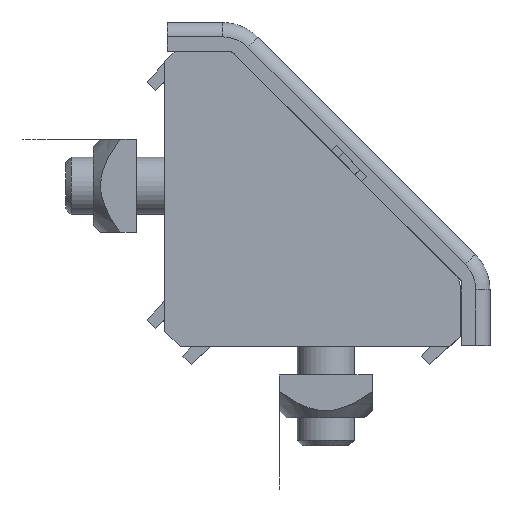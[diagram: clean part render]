
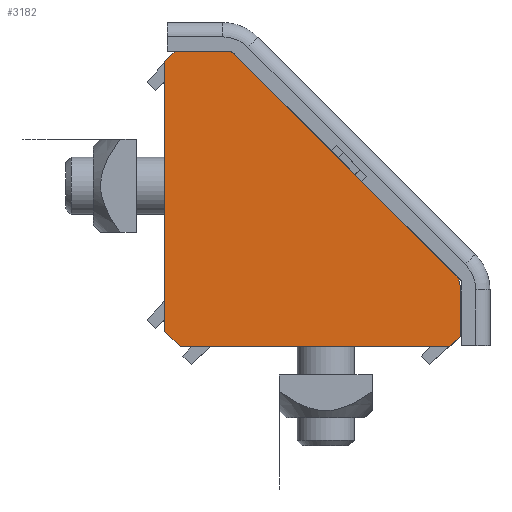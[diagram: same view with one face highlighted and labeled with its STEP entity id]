
A CAD part, top view. The second image highlights one B-rep face of the part: STEP entity #3182.
In plain terms, the highlighted face is planar.
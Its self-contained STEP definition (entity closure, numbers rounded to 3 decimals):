
#148=PLANE('',#3559);
#313=LINE('',#5035,#657);
#314=LINE('',#5037,#658);
#315=LINE('',#5039,#659);
#316=LINE('',#5041,#660);
#317=LINE('',#5043,#661);
#318=LINE('',#5045,#662);
#319=LINE('',#5047,#663);
#320=LINE('',#5050,#664);
#657=VECTOR('',#4009,10.);
#658=VECTOR('',#4010,10.);
#659=VECTOR('',#4011,10.);
#660=VECTOR('',#4012,10.);
#661=VECTOR('',#4013,10.);
#662=VECTOR('',#4014,10.);
#663=VECTOR('',#4015,10.);
#664=VECTOR('',#4018,10.);
#1015=FACE_OUTER_BOUND('',#1195,.T.);
#1195=EDGE_LOOP('',(#2409,#2410,#2411,#2412,#2413,#2414,#2415,#2416,#2417,
#2418));
#1372=CIRCLE('',#3558,2.);
#1373=CIRCLE('',#3560,2.);
#1509=VERTEX_POINT('',#5028);
#1510=VERTEX_POINT('',#5030);
#1511=VERTEX_POINT('',#5034);
#1512=VERTEX_POINT('',#5036);
#1513=VERTEX_POINT('',#5038);
#1514=VERTEX_POINT('',#5040);
#1515=VERTEX_POINT('',#5042);
#1516=VERTEX_POINT('',#5044);
#1517=VERTEX_POINT('',#5046);
#1518=VERTEX_POINT('',#5048);
#1851=EDGE_CURVE('',#1509,#1510,#1372,.T.);
#1853=EDGE_CURVE('',#1509,#1511,#313,.T.);
#1854=EDGE_CURVE('',#1511,#1512,#314,.T.);
#1855=EDGE_CURVE('',#1512,#1513,#315,.T.);
#1856=EDGE_CURVE('',#1513,#1514,#316,.T.);
#1857=EDGE_CURVE('',#1514,#1515,#317,.T.);
#1858=EDGE_CURVE('',#1515,#1516,#318,.T.);
#1859=EDGE_CURVE('',#1516,#1517,#319,.T.);
#1860=EDGE_CURVE('',#1518,#1517,#1373,.T.);
#1861=EDGE_CURVE('',#1518,#1510,#320,.T.);
#2409=ORIENTED_EDGE('',*,*,#1851,.F.);
#2410=ORIENTED_EDGE('',*,*,#1853,.T.);
#2411=ORIENTED_EDGE('',*,*,#1854,.T.);
#2412=ORIENTED_EDGE('',*,*,#1855,.T.);
#2413=ORIENTED_EDGE('',*,*,#1856,.T.);
#2414=ORIENTED_EDGE('',*,*,#1857,.T.);
#2415=ORIENTED_EDGE('',*,*,#1858,.T.);
#2416=ORIENTED_EDGE('',*,*,#1859,.T.);
#2417=ORIENTED_EDGE('',*,*,#1860,.F.);
#2418=ORIENTED_EDGE('',*,*,#1861,.T.);
#3182=ADVANCED_FACE('',(#1015),#148,.T.);
#3558=AXIS2_PLACEMENT_3D('',#5031,#4004,#4005);
#3559=AXIS2_PLACEMENT_3D('',#5033,#4007,#4008);
#3560=AXIS2_PLACEMENT_3D('',#5049,#4016,#4017);
#4004=DIRECTION('center_axis',(0.,1.,0.));
#4005=DIRECTION('ref_axis',(0.383,0.,0.924));
#4007=DIRECTION('center_axis',(0.,-1.,0.));
#4008=DIRECTION('ref_axis',(0.,0.,-1.));
#4009=DIRECTION('',(-1.,0.,0.));
#4010=DIRECTION('',(-0.707,0.,-0.707));
#4011=DIRECTION('',(0.,0.,-1.));
#4012=DIRECTION('',(0.707,0.,-0.707));
#4013=DIRECTION('',(1.,0.,0.));
#4014=DIRECTION('',(0.707,0.,0.707));
#4015=DIRECTION('',(0.,0.,1.));
#4016=DIRECTION('center_axis',(0.,1.,0.));
#4017=DIRECTION('ref_axis',(0.924,0.,0.383));
#4018=DIRECTION('',(-0.707,0.,0.707));
#5028=CARTESIAN_POINT('',(8.502,-21.,41.3));
#5030=CARTESIAN_POINT('',(9.916,-21.,40.714));
#5031=CARTESIAN_POINT('Origin',(8.502,-21.,39.3));
#5033=CARTESIAN_POINT('Origin',(16.565,-21.,16.565));
#5034=CARTESIAN_POINT('',(1.414,-21.,41.3));
#5035=CARTESIAN_POINT('',(9.33,-21.,41.3));
#5036=CARTESIAN_POINT('',(0.,-21.,39.886));
#5037=CARTESIAN_POINT('',(-1.689,-21.,38.197));
#5038=CARTESIAN_POINT('',(0.,-21.,2.121));
#5039=CARTESIAN_POINT('',(0.,-21.,41.3));
#5040=CARTESIAN_POINT('',(2.121,-21.,0.));
#5041=CARTESIAN_POINT('',(0.53,-21.,1.591));
#5042=CARTESIAN_POINT('',(39.886,-21.,0.));
#5043=CARTESIAN_POINT('',(0.,-21.,0.));
#5044=CARTESIAN_POINT('',(41.3,-21.,1.414));
#5045=CARTESIAN_POINT('',(38.197,-21.,-1.689));
#5046=CARTESIAN_POINT('',(41.3,-21.,8.502));
#5047=CARTESIAN_POINT('',(41.3,-21.,0.));
#5048=CARTESIAN_POINT('',(40.714,-21.,9.916));
#5049=CARTESIAN_POINT('Origin',(39.3,-21.,8.502));
#5050=CARTESIAN_POINT('',(41.3,-21.,9.33));
